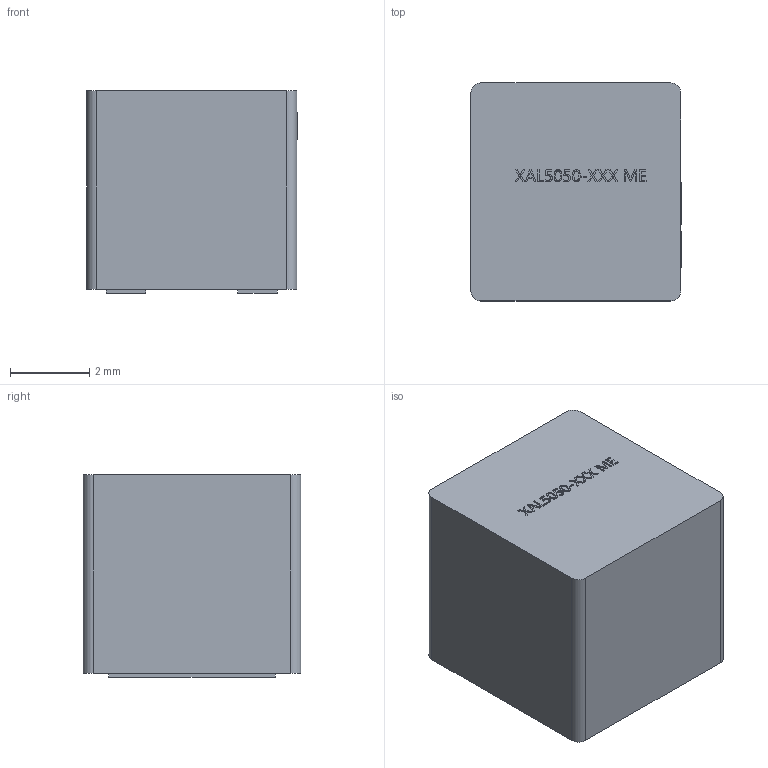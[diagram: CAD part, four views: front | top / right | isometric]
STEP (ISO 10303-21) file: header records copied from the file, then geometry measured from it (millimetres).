
FILE_DESCRIPTION (( 'STEP AP214' ), '1' );
FILE_NAME ('IND-SMD_L5.5-W5.3.step', '2022-07-09T00:33:31', ( '' ), ( '' ), 'SwSTEP 2.0', 'SolidWorks 2020', '' );
FILE_SCHEMA (( 'AUTOMOTIVE_DESIGN' ));
Length unit declared in the file: millimetre
Products named in the file (1): IND-SMD_L5.5-W5.3
Bounding box: 5.29 x 5.48 x 5.1 mm (x, y, z)
Volume: 145.2 mm3; surface area: 165.7 mm2
Topology: 1 solids, 1 shells, 493 faces, 1341 edges, 894 vertices
Faces by surface type: plane 323, bspline 166, cylinder 4
Entity records: 21434 total; most frequent: CARTESIAN_POINT 7447, ORIENTED_EDGE 2682, DIRECTION 1669, EDGE_CURVE 1341, LINE 997, VECTOR 997, VERTEX_POINT 894, EDGE_LOOP 537
